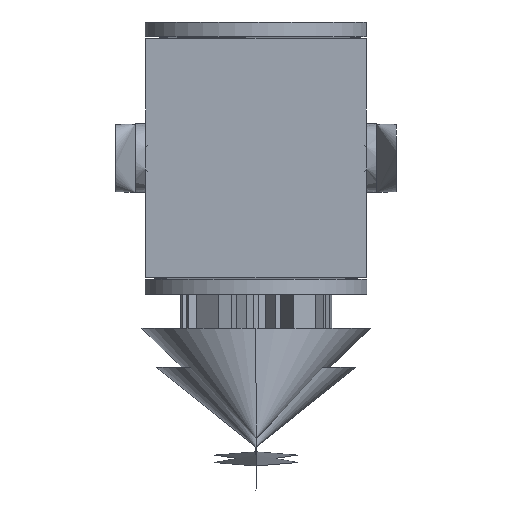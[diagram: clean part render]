
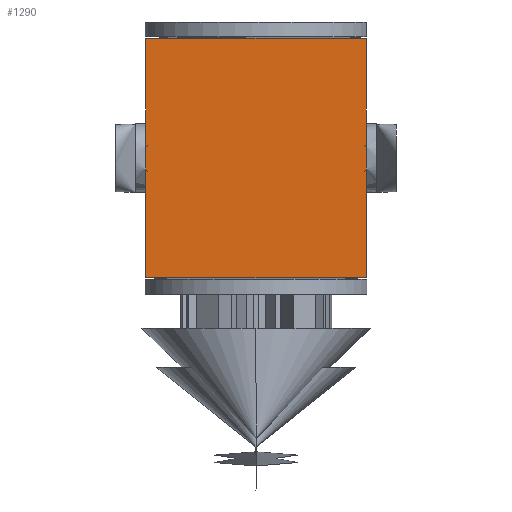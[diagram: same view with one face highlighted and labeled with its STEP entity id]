
A CAD part, left-side view. The second image highlights one B-rep face of the part: STEP entity #1290.
In plain terms, the highlighted free-form (B-spline) face has degree [2, 1] with [5, 2] control points.
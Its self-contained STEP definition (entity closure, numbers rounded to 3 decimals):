
#643=B_SPLINE_CURVE_WITH_KNOTS($,1,(#15318,#15319),.UNSPECIFIED.,.F.,.F.,
(2,2),(0.,63.639),.UNSPECIFIED.);
#644=B_SPLINE_CURVE_WITH_KNOTS($,1,(#15320,#15321),.UNSPECIFIED.,.F.,.F.,
(2,2),(-140.,-76.361),.UNSPECIFIED.);
#675=B_SPLINE_CURVE_WITH_KNOTS($,3,(#15575,#15576,#15577,#15578),.UNSPECIFIED.,
.F.,.F.,(4,4),(0.,12.991),.UNSPECIFIED.);
#691=B_SPLINE_CURVE_WITH_KNOTS($,1,(#15651,#15652),.UNSPECIFIED.,.F.,.F.,
(2,2),(76.361,140.),.UNSPECIFIED.);
#711=B_SPLINE_CURVE_WITH_KNOTS($,3,(#15744,#15745,#15746,#15747),.UNSPECIFIED.,
.F.,.F.,(4,4),(0.,12.991),.UNSPECIFIED.);
#715=B_SPLINE_CURVE_WITH_KNOTS($,1,(#15756,#15757),.UNSPECIFIED.,.F.,.F.,
(2,2),(-63.639,0.),.UNSPECIFIED.);
#1290=ADVANCED_FACE($,(#1671),#6334,.T.);
#1671=FACE_OUTER_BOUND($,#2158,.T.);
#2158=EDGE_LOOP($,(#3902,#3903,#3904,#3905,#3906,#3907,#3908,#3909));
#3902=ORIENTED_EDGE($,*,*,#5006,.T.);
#3903=ORIENTED_EDGE($,*,*,#5010,.T.);
#3904=ORIENTED_EDGE($,*,*,#4915,.T.);
#3905=ORIENTED_EDGE($,*,*,#4912,.T.);
#3906=ORIENTED_EDGE($,*,*,#4967,.F.);
#3907=ORIENTED_EDGE($,*,*,#4983,.T.);
#3908=ORIENTED_EDGE($,*,*,#4914,.T.);
#3909=ORIENTED_EDGE($,*,*,#4913,.T.);
#4912=EDGE_CURVE($,#5748,#5783,#643,.T.);
#4913=EDGE_CURVE($,#5749,#5801,#644,.T.);
#4914=EDGE_CURVE($,#5747,#5749,#6735,.T.);
#4915=EDGE_CURVE($,#5750,#5748,#6736,.T.);
#4967=EDGE_CURVE($,#5782,#5783,#675,.T.);
#4983=EDGE_CURVE($,#5782,#5747,#691,.T.);
#5006=EDGE_CURVE($,#5801,#5802,#711,.T.);
#5010=EDGE_CURVE($,#5802,#5750,#715,.T.);
#5747=VERTEX_POINT($,#18747);
#5748=VERTEX_POINT($,#18748);
#5749=VERTEX_POINT($,#18749);
#5750=VERTEX_POINT($,#18750);
#5782=VERTEX_POINT($,#18782);
#5783=VERTEX_POINT($,#18783);
#5801=VERTEX_POINT($,#18801);
#5802=VERTEX_POINT($,#18802);
#6334=(
BOUNDED_SURFACE()
B_SPLINE_SURFACE(2,1,((#18093,#18094),(#18095,#18096),(#18097,#18098),(#18099,
#18100),(#18101,#18102)),.UNSPECIFIED.,.F.,.F.,.F.)
B_SPLINE_SURFACE_WITH_KNOTS((3,2,3),(2,2),(1.871,3.142,
4.412),(14.,154.),.UNSPECIFIED.)
GEOMETRIC_REPRESENTATION_ITEM()
RATIONAL_B_SPLINE_SURFACE(((0.909,0.909),(0.763,
0.763),(1.,1.),(0.763,0.763),(0.909,
0.909)))
REPRESENTATION_ITEM($)
SURFACE()
);
#6735=(
BOUNDED_CURVE()
B_SPLINE_CURVE(2,(#15322,#15323,#15324,#15325,#15326),.UNSPECIFIED.,.F.,
.F.)
B_SPLINE_CURVE_WITH_KNOTS((3,2,3),(0.,86.803,173.606),
.UNSPECIFIED.)
CURVE()
GEOMETRIC_REPRESENTATION_ITEM()
RATIONAL_B_SPLINE_CURVE((1.,0.8,1.,0.8,1.))
REPRESENTATION_ITEM($)
);
#6736=(
BOUNDED_CURVE()
B_SPLINE_CURVE(2,(#15327,#15328,#15329,#15330,#15331),.UNSPECIFIED.,.F.,
.F.)
B_SPLINE_CURVE_WITH_KNOTS((3,2,3),(-173.606,-86.803,0.),
.UNSPECIFIED.)
CURVE()
GEOMETRIC_REPRESENTATION_ITEM()
RATIONAL_B_SPLINE_CURVE((1.,0.8,1.,0.8,1.))
REPRESENTATION_ITEM($)
);
#15318=CARTESIAN_POINT($,(-18.967,64.78,168.31));
#15319=CARTESIAN_POINT($,(-18.967,64.78,104.389));
#15320=CARTESIAN_POINT($,(-18.967,-64.78,27.69));
#15321=CARTESIAN_POINT($,(-18.967,-64.78,91.611));
#15322=CARTESIAN_POINT($,(-18.967,64.78,27.69));
#15323=CARTESIAN_POINT($,(-67.5,50.571,27.69));
#15324=CARTESIAN_POINT($,(-67.5,0.,27.69));
#15325=CARTESIAN_POINT($,(-67.5,-50.571,27.69));
#15326=CARTESIAN_POINT($,(-18.967,-64.78,27.69));
#15327=CARTESIAN_POINT($,(-18.967,-64.78,168.31));
#15328=CARTESIAN_POINT($,(-67.5,-50.571,168.31));
#15329=CARTESIAN_POINT($,(-67.5,0.,168.31));
#15330=CARTESIAN_POINT($,(-67.5,50.571,168.31));
#15331=CARTESIAN_POINT($,(-18.967,64.78,168.31));
#15575=CARTESIAN_POINT($,(-18.967,64.78,91.611));
#15576=CARTESIAN_POINT($,(-20.355,64.374,95.767));
#15577=CARTESIAN_POINT($,(-20.355,64.374,100.233));
#15578=CARTESIAN_POINT($,(-18.967,64.78,104.389));
#15651=CARTESIAN_POINT($,(-18.967,64.78,91.611));
#15652=CARTESIAN_POINT($,(-18.967,64.78,27.69));
#15744=CARTESIAN_POINT($,(-18.967,-64.78,91.611));
#15745=CARTESIAN_POINT($,(-20.355,-64.374,95.767));
#15746=CARTESIAN_POINT($,(-20.355,-64.374,100.233));
#15747=CARTESIAN_POINT($,(-18.967,-64.78,104.389));
#15756=CARTESIAN_POINT($,(-18.967,-64.78,104.389));
#15757=CARTESIAN_POINT($,(-18.967,-64.78,168.31));
#18093=CARTESIAN_POINT($,(-18.967,-64.78,168.31));
#18094=CARTESIAN_POINT($,(-18.967,-64.78,27.69));
#18095=CARTESIAN_POINT($,(-67.5,-50.571,168.31));
#18096=CARTESIAN_POINT($,(-67.5,-50.571,27.69));
#18097=CARTESIAN_POINT($,(-67.5,0.,168.31));
#18098=CARTESIAN_POINT($,(-67.5,0.,27.69));
#18099=CARTESIAN_POINT($,(-67.5,50.571,168.31));
#18100=CARTESIAN_POINT($,(-67.5,50.571,27.69));
#18101=CARTESIAN_POINT($,(-18.967,64.78,168.31));
#18102=CARTESIAN_POINT($,(-18.967,64.78,27.69));
#18747=CARTESIAN_POINT($,(-18.967,64.78,27.69));
#18748=CARTESIAN_POINT($,(-18.967,64.78,168.31));
#18749=CARTESIAN_POINT($,(-18.967,-64.78,27.69));
#18750=CARTESIAN_POINT($,(-18.967,-64.78,168.31));
#18782=CARTESIAN_POINT($,(-18.967,64.78,91.611));
#18783=CARTESIAN_POINT($,(-18.967,64.78,104.389));
#18801=CARTESIAN_POINT($,(-18.967,-64.78,91.611));
#18802=CARTESIAN_POINT($,(-18.967,-64.78,104.389));
